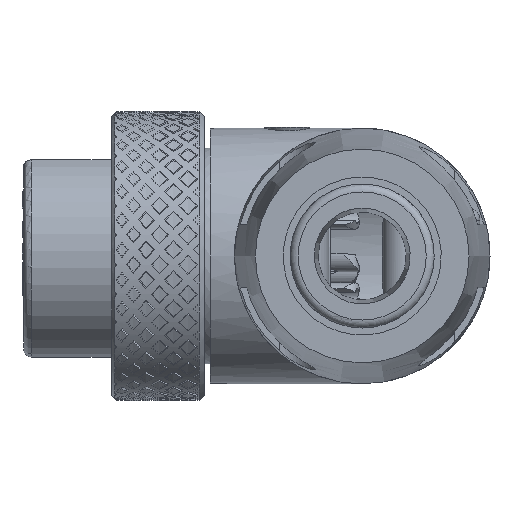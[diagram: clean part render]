
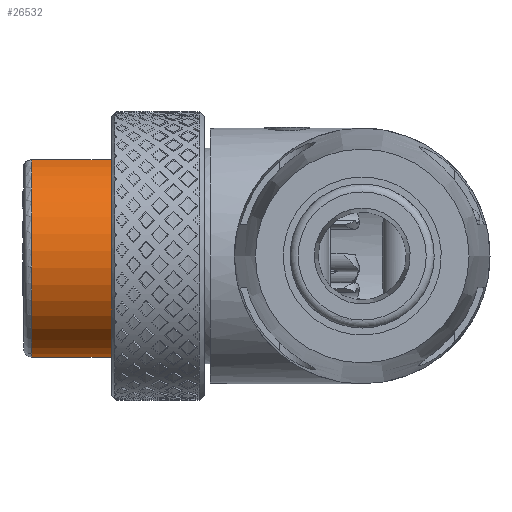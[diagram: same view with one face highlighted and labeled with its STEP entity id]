
A CAD part, front view. The second image highlights one B-rep face of the part: STEP entity #26532.
In plain terms, the highlighted cylindrical face has radius 6.35 mm (diameter 12.7 mm), a partial arc.
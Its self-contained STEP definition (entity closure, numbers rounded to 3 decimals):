
#3290=FACE_OUTER_BOUND('',#4863,.T.);
#4863=EDGE_LOOP('',(#17514,#17515,#17516,#17517));
#6993=LINE('',#42343,#8446);
#6994=LINE('',#42344,#8447);
#8446=VECTOR('',#32124,8.7);
#8447=VECTOR('',#32125,8.7);
#9707=CIRCLE('',#28107,6.35);
#9708=CIRCLE('',#28109,6.35);
#10555=VERTEX_POINT('',#42312);
#10556=VERTEX_POINT('',#42325);
#10557=VERTEX_POINT('',#42340);
#10558=VERTEX_POINT('',#42341);
#13253=EDGE_CURVE('',#10556,#10555,#9707,.T.);
#13255=EDGE_CURVE('',#10557,#10558,#9708,.T.);
#13256=EDGE_CURVE('',#10557,#10556,#6993,.T.);
#13257=EDGE_CURVE('',#10555,#10558,#6994,.T.);
#17514=ORIENTED_EDGE('',*,*,#13255,.F.);
#17515=ORIENTED_EDGE('',*,*,#13256,.T.);
#17516=ORIENTED_EDGE('',*,*,#13253,.T.);
#17517=ORIENTED_EDGE('',*,*,#13257,.T.);
#24550=CYLINDRICAL_SURFACE('',#28108,6.35);
#26532=ADVANCED_FACE('',(#3290),#24550,.T.);
#28107=AXIS2_PLACEMENT_3D('',#42326,#32118,#32119);
#28108=AXIS2_PLACEMENT_3D('',#42339,#32120,#32121);
#28109=AXIS2_PLACEMENT_3D('',#42342,#32122,#32123);
#32118=DIRECTION('center_axis',(1.,0.,0.));
#32119=DIRECTION('ref_axis',(0.,1.,0.));
#32120=DIRECTION('center_axis',(-1.,0.,0.));
#32121=DIRECTION('ref_axis',(0.,0.,-1.));
#32122=DIRECTION('center_axis',(1.,0.,0.));
#32123=DIRECTION('ref_axis',(0.,-1.,0.));
#32124=DIRECTION('',(-1.,0.,0.));
#32125=DIRECTION('',(1.,0.,0.));
#42312=CARTESIAN_POINT('',(-30.227,1.094,6.022));
#42325=CARTESIAN_POINT('',(-30.227,-2.938,6.022));
#42326=CARTESIAN_POINT('Origin',(-30.227,-0.922,0.));
#42339=CARTESIAN_POINT('Origin',(-83.69,-0.922,0.));
#42340=CARTESIAN_POINT('',(-21.527,-2.938,6.022));
#42341=CARTESIAN_POINT('',(-21.527,1.094,6.022));
#42342=CARTESIAN_POINT('Origin',(-21.527,-0.922,0.));
#42343=CARTESIAN_POINT('',(-25.877,-2.938,6.022));
#42344=CARTESIAN_POINT('',(-25.877,1.094,6.022));
